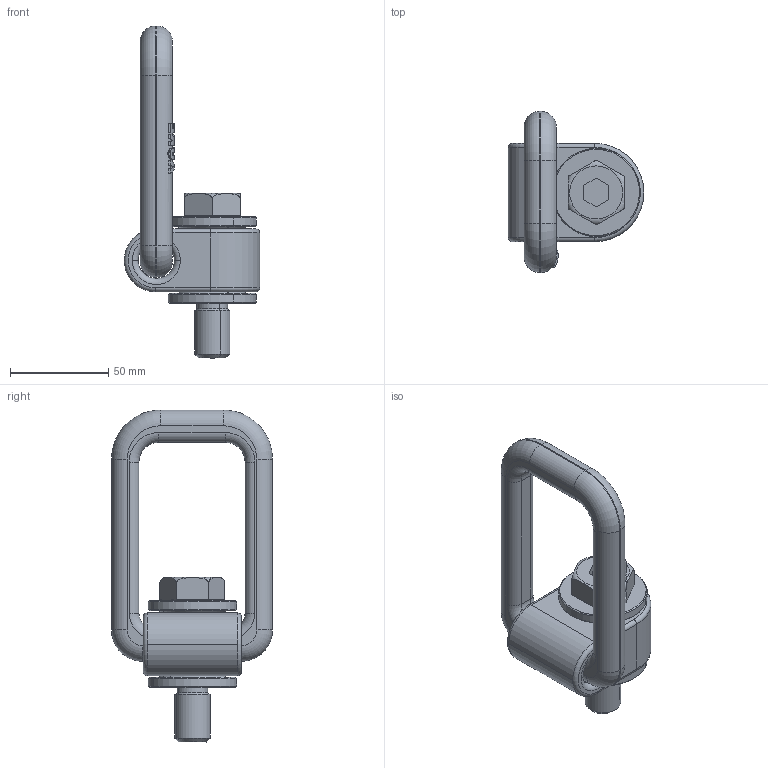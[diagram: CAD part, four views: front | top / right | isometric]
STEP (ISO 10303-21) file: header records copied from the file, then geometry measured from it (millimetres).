
FILE_DESCRIPTION(('CATIA V5 STEP Exchange'),'2;1');
FILE_NAME('8-212-020.stp','2017-06-16T07:32:18+00:00',('none'),('none'),'CATIA Version 5 Release 21 GA (IN-10)','CATIA V5 STEP AP203','none');
FILE_SCHEMA(('CONFIG_CONTROL_DESIGN'));
Length unit declared in the file: millimetre
Products named in the file (1): 8-212-020
Assembly tree (4 placements, depth 2):
  8-212-020
    #58
    #851
    #9372
    #10199
Bounding box: 69 x 82 x 169.07 mm (x, y, z)
Volume: 182168.3 mm3; surface area: 51314.5 mm2
Topology: 4 solids, 4 shells, 339 faces, 905 edges, 580 vertices
Faces by surface type: plane 223, cylinder 62, torus 42, cone 12
Entity records: 11416 total; most frequent: CARTESIAN_POINT 3560, ORIENTED_EDGE 1810, DIRECTION 1254, EDGE_CURVE 905, VERTEX_POINT 580, AXIS2_PLACEMENT_3D 531, VECTOR 395, LINE 395
